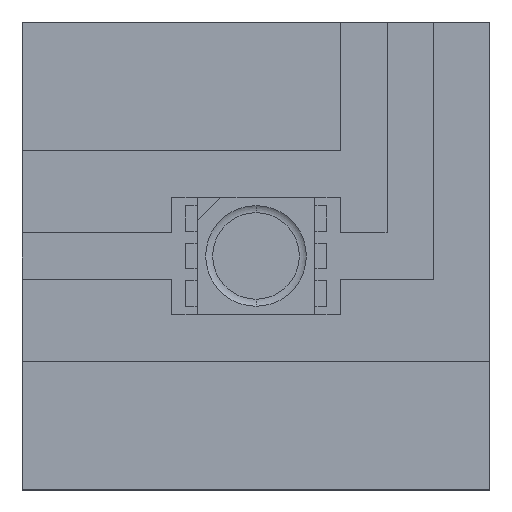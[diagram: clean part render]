
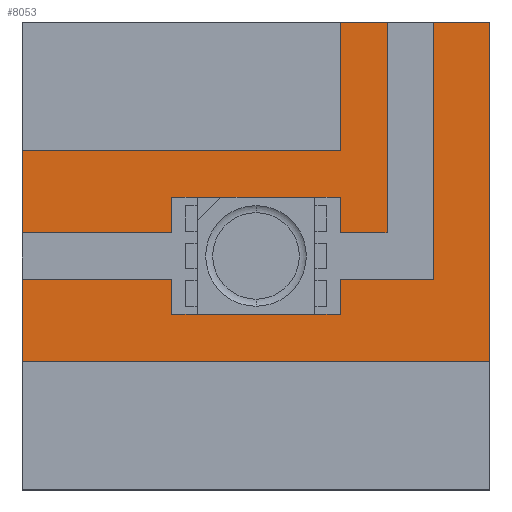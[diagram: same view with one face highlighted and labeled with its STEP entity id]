
A CAD part, top view. The second image highlights one B-rep face of the part: STEP entity #8053.
In plain terms, the highlighted planar face has unit normal (0, 0, 1).
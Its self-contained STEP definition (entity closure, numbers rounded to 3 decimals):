
#7938=DIRECTION('',(1.,0.,0.));
#7939=VECTOR('',#7938,20.);
#7940=CARTESIAN_POINT('',(-10.,-10.,-0.035));
#7941=LINE('',#7940,#7939);
#7945=DIRECTION('',(0.,-1.,0.));
#7946=VECTOR('',#7945,20.);
#7947=CARTESIAN_POINT('',(-10.,10.,-0.035));
#7948=LINE('',#7947,#7946);
#7952=DIRECTION('',(-1.,0.,0.));
#7953=VECTOR('',#7952,20.);
#7954=CARTESIAN_POINT('',(10.,10.,-0.035));
#7955=LINE('',#7954,#7953);
#7959=DIRECTION('',(0.,1.,0.));
#7960=VECTOR('',#7959,20.);
#7961=CARTESIAN_POINT('',(10.,-10.,-0.035));
#7962=LINE('',#7961,#7960);
#8022=CARTESIAN_POINT('',(-10.,-10.,-0.035));
#8023=CARTESIAN_POINT('',(10.,-10.,-0.035));
#8024=VERTEX_POINT('',#8022);
#8025=VERTEX_POINT('',#8023);
#8026=CARTESIAN_POINT('',(10.,10.,-0.035));
#8027=VERTEX_POINT('',#8026);
#8028=CARTESIAN_POINT('',(-10.,10.,-0.035));
#8029=VERTEX_POINT('',#8028);
#8038=CARTESIAN_POINT('',(0.,0.,-0.035));
#8039=DIRECTION('',(0.,0.,1.));
#8040=DIRECTION('',(0.,1.,0.));
#8041=AXIS2_PLACEMENT_3D('',#8038,#8039,#8040);
#8042=PLANE('',#8041);
#8044=ORIENTED_EDGE('',*,*,#8043,.F.);
#8046=ORIENTED_EDGE('',*,*,#8045,.F.);
#8048=ORIENTED_EDGE('',*,*,#8047,.F.);
#8050=ORIENTED_EDGE('',*,*,#8049,.F.);
#8051=EDGE_LOOP('',(#8044,#8046,#8048,#8050));
#8052=FACE_OUTER_BOUND('',#8051,.F.);
#8053=ADVANCED_FACE('',(#8052),#8042,.T.);
#8043=EDGE_CURVE('',#8024,#8025,#7941,.T.);
#8045=EDGE_CURVE('',#8029,#8024,#7948,.T.);
#8047=EDGE_CURVE('',#8027,#8029,#7955,.T.);
#8049=EDGE_CURVE('',#8025,#8027,#7962,.T.);
